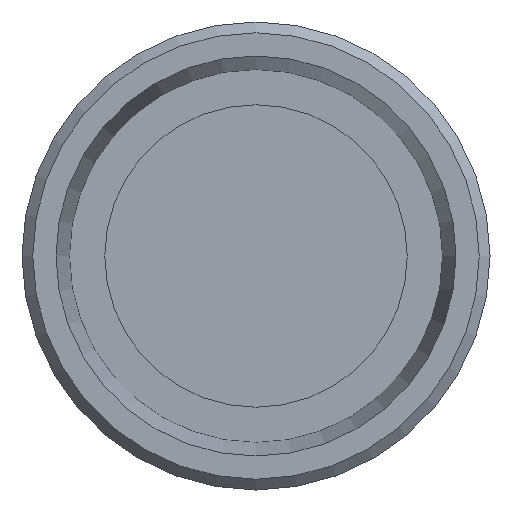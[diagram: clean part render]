
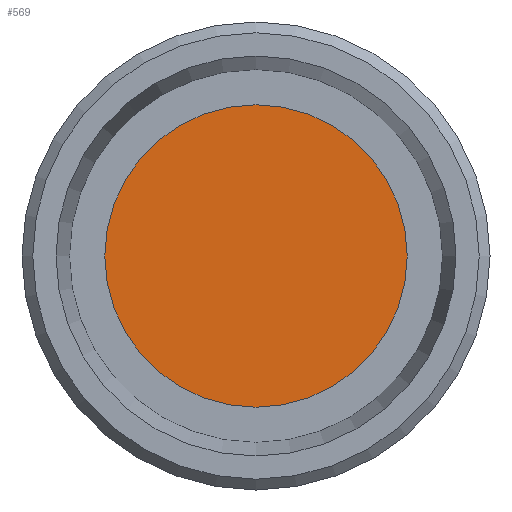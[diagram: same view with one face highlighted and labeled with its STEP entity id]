
A CAD part, left-side view. The second image highlights one B-rep face of the part: STEP entity #569.
In plain terms, the highlighted planar face has unit normal (-1, 0, 0).
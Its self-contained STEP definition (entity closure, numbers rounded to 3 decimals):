
#553=CARTESIAN_POINT('',(-17.0,10.5,0.0));
#554=DIRECTION('',(-1.0,0.0,0.0));
#555=DIRECTION('',(0.0,0.0,1.0));
#556=AXIS2_PLACEMENT_3D('',#553,#554,#555);
#557=PLANE('',#556);
#558=CARTESIAN_POINT('',(-17.,21.,0.0));
#559=VERTEX_POINT('',#558);
#560=CARTESIAN_POINT('',(-17.,0.,0.0));
#561=DIRECTION('',(1.0,0.0,0.0));
#562=DIRECTION('',(0.0,1.0,0.0));
#563=AXIS2_PLACEMENT_3D('',#560,#561,#562);
#564=CIRCLE('',#563,21.0);
#565=EDGE_CURVE('',#559,#559,#564,.T.);
#566=ORIENTED_EDGE('',*,*,#565,.F.);
#567=EDGE_LOOP('',(#566));
#568=FACE_OUTER_BOUND('',#567,.T.);
#569=ADVANCED_FACE('',(#568),#557,.T.);
